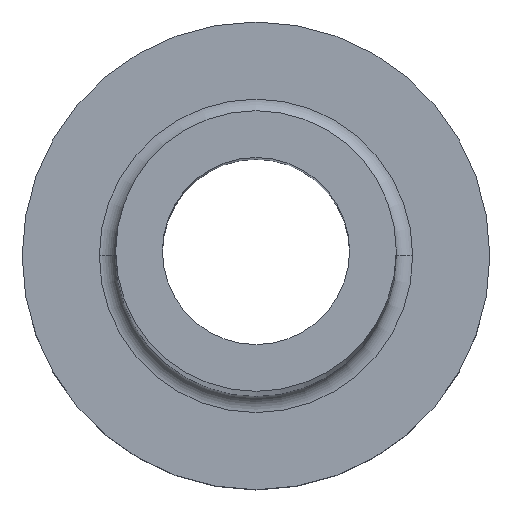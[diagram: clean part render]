
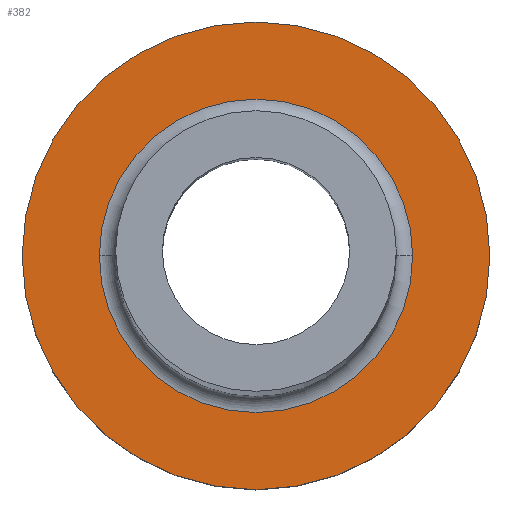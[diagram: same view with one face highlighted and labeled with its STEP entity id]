
A CAD part, top view. The second image highlights one B-rep face of the part: STEP entity #382.
In plain terms, the highlighted planar face has unit normal (0, 0, 1).
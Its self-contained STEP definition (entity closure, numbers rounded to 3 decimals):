
#1 = DIRECTION ( 'NONE',  ( 0., 0., 1. ) ) ;
#10 = DIRECTION ( 'NONE',  ( 1., 0., 0. ) ) ;
#15 = AXIS2_PLACEMENT_3D ( 'NONE', #248, #64, #455 ) ;
#16 = CARTESIAN_POINT ( 'NONE',  ( 0., 0., 7. ) ) ;
#38 = AXIS2_PLACEMENT_3D ( 'NONE', #16, #48, #10 ) ;
#46 = DIRECTION ( 'NONE',  ( 0., 0., -1. ) ) ;
#48 = DIRECTION ( 'NONE',  ( 0., 0., -1. ) ) ;
#64 = DIRECTION ( 'NONE',  ( 0., 0., 1. ) ) ;
#65 = CARTESIAN_POINT ( 'NONE',  ( 10., 0., 7. ) ) ;
#98 = EDGE_LOOP ( 'NONE', ( #221, #343 ) ) ;
#102 = EDGE_CURVE ( 'NONE', #259, #204, #283, .T. ) ;
#137 = EDGE_CURVE ( 'NONE', #170, #193, #258, .T. ) ;
#170 = VERTEX_POINT ( 'NONE', #227 ) ;
#179 = DIRECTION ( 'NONE',  ( 1., 0., 0. ) ) ;
#180 = AXIS2_PLACEMENT_3D ( 'NONE', #294, #260, #433 ) ;
#183 = CARTESIAN_POINT ( 'NONE',  ( 0., 0., 7. ) ) ;
#188 = EDGE_CURVE ( 'NONE', #204, #259, #350, .T. ) ;
#189 = AXIS2_PLACEMENT_3D ( 'NONE', #215, #46, #434 ) ;
#193 = VERTEX_POINT ( 'NONE', #225 ) ;
#204 = VERTEX_POINT ( 'NONE', #441 ) ;
#215 = CARTESIAN_POINT ( 'NONE',  ( 0., 0., 7. ) ) ;
#221 = ORIENTED_EDGE ( 'NONE', *, *, #356, .T. ) ;
#223 = FACE_OUTER_BOUND ( 'NONE', #451, .T. ) ;
#225 = CARTESIAN_POINT ( 'NONE',  ( 6.7, 0., 7. ) ) ;
#227 = CARTESIAN_POINT ( 'NONE',  ( -6.7, 0., 7. ) ) ;
#248 = CARTESIAN_POINT ( 'NONE',  ( 0., 0., 7. ) ) ;
#258 = CIRCLE ( 'NONE', #38, 6.7 ) ;
#259 = VERTEX_POINT ( 'NONE', #65 ) ;
#260 = DIRECTION ( 'NONE',  ( 0., 0., 1. ) ) ;
#271 = ORIENTED_EDGE ( 'NONE', *, *, #102, .T. ) ;
#272 = ORIENTED_EDGE ( 'NONE', *, *, #188, .T. ) ;
#283 = CIRCLE ( 'NONE', #15, 10. ) ;
#294 = CARTESIAN_POINT ( 'NONE',  ( 0., 0., 7. ) ) ;
#329 = CIRCLE ( 'NONE', #189, 6.7 ) ;
#343 = ORIENTED_EDGE ( 'NONE', *, *, #137, .T. ) ;
#350 = CIRCLE ( 'NONE', #180, 10. ) ;
#356 = EDGE_CURVE ( 'NONE', #193, #170, #329, .T. ) ;
#379 = AXIS2_PLACEMENT_3D ( 'NONE', #183, #1, #179 ) ;
#382 = ADVANCED_FACE ( 'NONE', ( #424, #223 ), #430, .T. ) ;
#424 = FACE_BOUND ( 'NONE', #98, .T. ) ;
#430 = PLANE ( 'NONE',  #379 ) ;
#433 = DIRECTION ( 'NONE',  ( 1., 0., 0. ) ) ;
#434 = DIRECTION ( 'NONE',  ( 1., 0., 0. ) ) ;
#441 = CARTESIAN_POINT ( 'NONE',  ( -10., 0., 7. ) ) ;
#451 = EDGE_LOOP ( 'NONE', ( #272, #271 ) ) ;
#455 = DIRECTION ( 'NONE',  ( 1., 0., 0. ) ) ;
